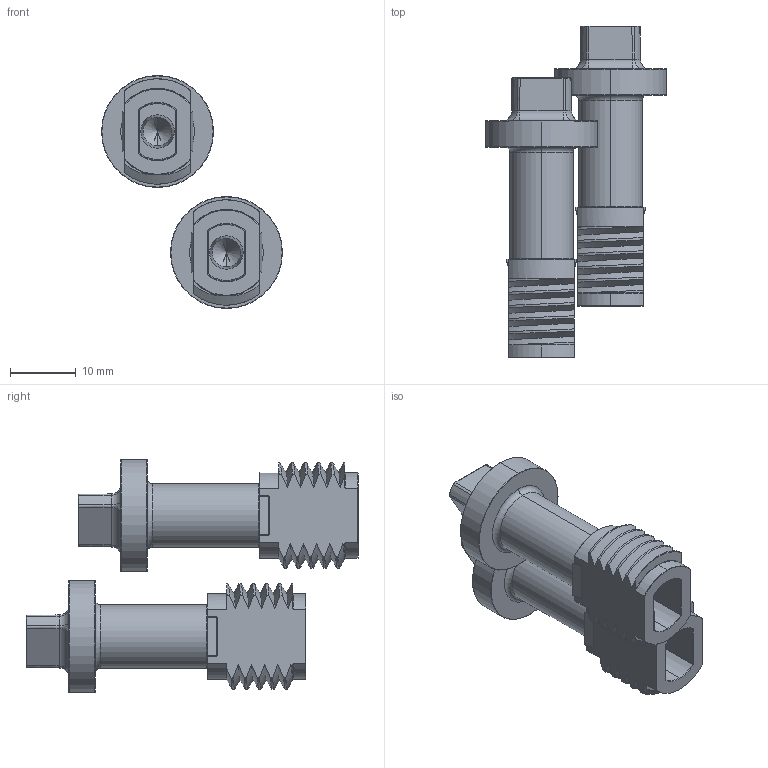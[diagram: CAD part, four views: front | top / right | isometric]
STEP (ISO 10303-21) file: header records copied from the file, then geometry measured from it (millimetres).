
FILE_DESCRIPTION (( 'STEP AP214' ), '1' );
FILE_NAME ('21630003.STEP', '2008-11-11T11:05:57', ( ' ' ), ( '' ), 'SwSTEP 2.0', 'SolidWorks 2008', '' );
FILE_SCHEMA (( 'AUTOMOTIVE_DESIGN' ));
Length unit declared in the file: millimetre
Products named in the file (2): 21630003; 93313_Standard
Assembly tree (2 placements, depth 2):
  21630003
    93313_Standard  x2
Bounding box: 27.47 x 50.4 x 35.37 mm (x, y, z)
Volume: 7011.5 mm3; surface area: 5753.8 mm2
Topology: 2 solids, 2 shells, 364 faces, 892 edges, 526 vertices
Faces by surface type: cylinder 112, bspline 100, torus 56, plane 52, cone 28, sphere 16
Entity records: 9967 total; most frequent: CARTESIAN_POINT 6182, ORIENTED_EDGE 876, DIRECTION 678, EDGE_CURVE 438, AXIS2_PLACEMENT_3D 280, VERTEX_POINT 263, EDGE_LOOP 187, FACE_OUTER_BOUND 182
